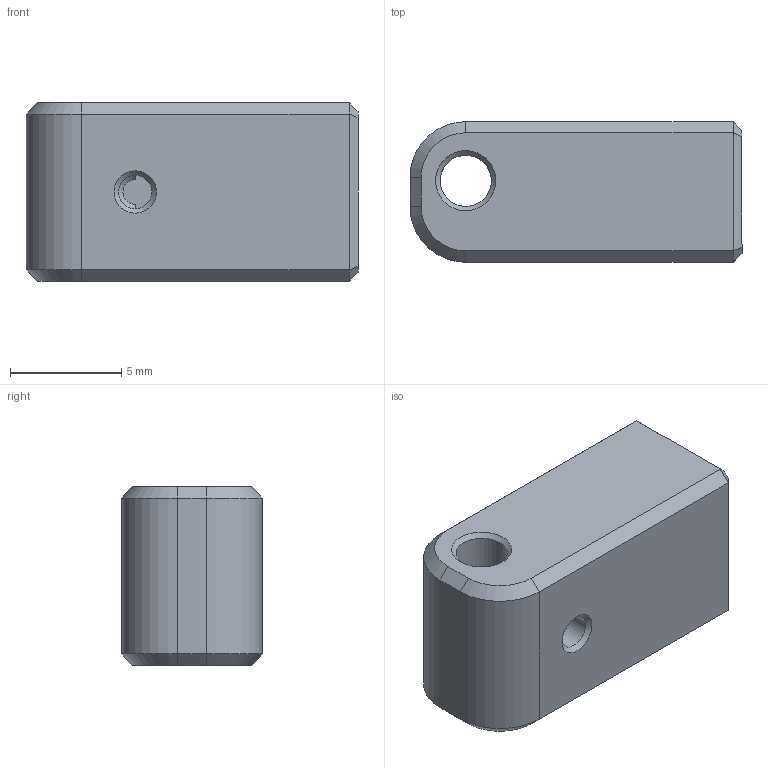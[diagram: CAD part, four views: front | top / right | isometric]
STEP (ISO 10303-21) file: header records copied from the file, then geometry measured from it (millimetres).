
FILE_DESCRIPTION(/* description */ ('','CAx-IF Rec.Pracs.---Representation and Presentation of Product Manufacturing Information (PMI)---4.0---2014-10-13'),/* implementation_level */ '2;1');
FILE_NAME(/* name */ 'Blade Holder.step',/* time_stamp */ '2024-12-13T20:01:27Z',/* author */ (''),/* organization */ (''),/* preprocessor_version */ 'ST-DEVELOPER v20',/* originating_system */ 'Autodesk Translation Framework v13.20.0.188',/* authorisation */ '');
FILE_SCHEMA (('AP242_MANAGED_MODEL_BASED_3D_ENGINEERING_MIM_LF { 1 0 10303 442 1 1 4 }'));
Length unit declared in the file: millimetre
Products named in the file (2): G2E Filametrix Arm - revision 3 (final?); Messerhalter
Assembly tree (1 placements, depth 2):
  G2E Filametrix Arm - revision 3 (final?)
    Messerhalter
Bounding box: 14.9 x 6.3 x 8 mm (x, y, z)
Volume: 637.3 mm3; surface area: 677.5 mm2
Topology: 1 solids, 1 shells, 43 faces, 100 edges, 59 vertices
Faces by surface type: plane 30, cone 9, cylinder 4
Full cylindrical faces by diameter (mm): 1.5 x1, 2.3 x1
Entity records: 1292 total; most frequent: DIRECTION 211, CARTESIAN_POINT 205, ORIENTED_EDGE 200, EDGE_CURVE 100, LINE 81, VECTOR 81, AXIS2_PLACEMENT_3D 65, VERTEX_POINT 59
